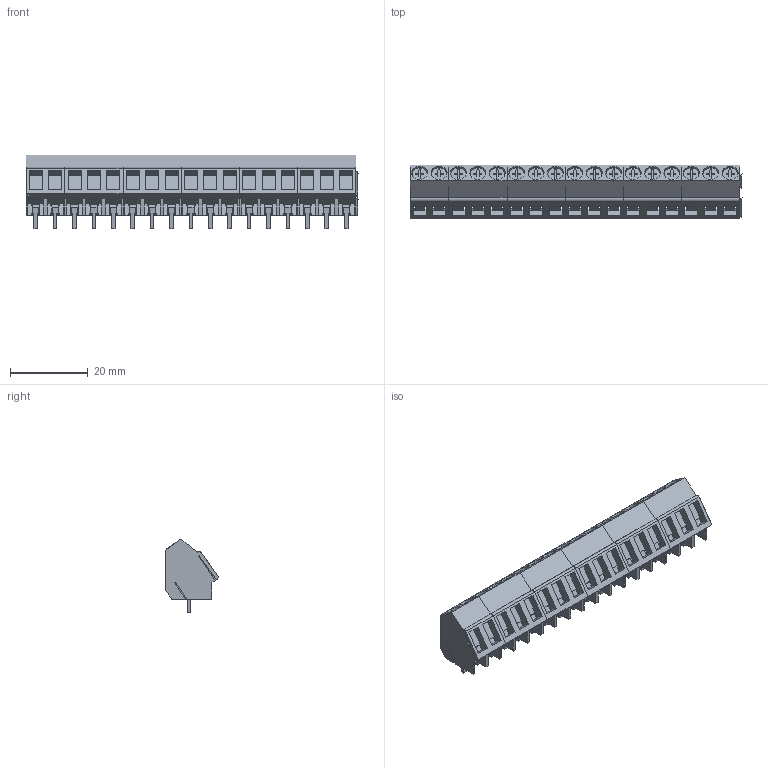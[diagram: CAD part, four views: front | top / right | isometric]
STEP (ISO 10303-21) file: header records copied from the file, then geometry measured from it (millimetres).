
FILE_DESCRIPTION(('CATIA V5 STEP Exchange','CAx-IF Rec.Pracs.--- Model Styling and Organization---1.2---2011-12-15'),'2;1');
FILE_NAME ('D1449944_0_1233950000_1233950000.stp','2018-03-31T05:10:31+00:00',('none'),('Weidmueller'),'CATIA Version 5-6 Release 2014','CATIA V5 STEP AP214','none');
FILE_SCHEMA(('AUTOMOTIVE_DESIGN { 1 0 10303 214 1 1 1 1 }'));
Length unit declared in the file: millimetre
Products named in the file (1): 1233950000
Bounding box: 85.55 x 13.9 x 19 mm (x, y, z)
Volume: 9830.7 mm3; surface area: 12160.9 mm2
Topology: 40 solids, 40 shells, 1460 faces, 4021 edges, 2658 vertices
Faces by surface type: plane 1352, cylinder 108
Entity records: 43665 total; most frequent: ORIENTED_EDGE 8042, CARTESIAN_POINT 8006, DIRECTION 6141, EDGE_CURVE 4021, VECTOR 3737, LINE 3737, VERTEX_POINT 2658, EDGE_LOOP 1511
